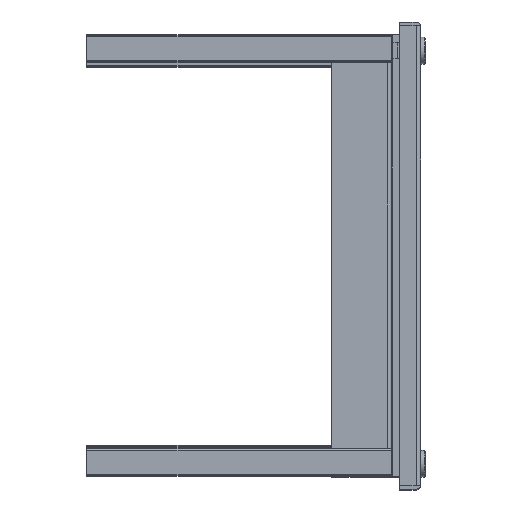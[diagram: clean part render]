
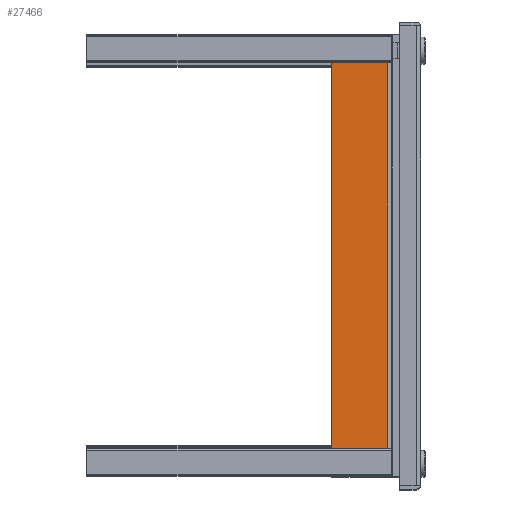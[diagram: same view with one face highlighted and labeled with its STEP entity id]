
A CAD part, top view. The second image highlights one B-rep face of the part: STEP entity #27466.
In plain terms, the highlighted face is planar.
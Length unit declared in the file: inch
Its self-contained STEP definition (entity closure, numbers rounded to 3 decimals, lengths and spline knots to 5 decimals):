
#23 = CARTESIAN_POINT ( 'NONE',  ( -4.137, -7.835, -6.5 ) ) ;
#111 = CARTESIAN_POINT ( 'NONE',  ( -4.137, -6.599, -5.844 ) ) ;
#1356 = DIRECTION ( 'NONE',  ( 0., 0., -1. ) ) ;
#1652 = VERTEX_POINT ( 'NONE', #7766 ) ;
#1770 = LINE ( 'NONE', #19415, #20739 ) ;
#1771 = DIRECTION ( 'NONE',  ( 0., 1., 0. ) ) ;
#2000 = CARTESIAN_POINT ( 'NONE',  ( -4.137, -6.193, -5.844 ) ) ;
#2151 = DIRECTION ( 'NONE',  ( 0., 0., 1. ) ) ;
#2532 = LINE ( 'NONE', #23, #12450 ) ;
#3385 = VECTOR ( 'NONE', #25837, 39.37008 ) ;
#3835 = LINE ( 'NONE', #10218, #5329 ) ;
#4293 = AXIS2_PLACEMENT_3D ( 'NONE', #7807, #28377, #12279 ) ;
#4511 = AXIS2_PLACEMENT_3D ( 'NONE', #24608, #13426, #1356 ) ;
#4699 = LINE ( 'NONE', #9055, #6917 ) ;
#5329 = VECTOR ( 'NONE', #12857, 39.37008 ) ;
#5415 = ORIENTED_EDGE ( 'NONE', *, *, #29583, .T. ) ;
#5767 = DIRECTION ( 'NONE',  ( 0., 0., 1. ) ) ;
#5896 = EDGE_CURVE ( 'NONE', #17876, #9357, #4699, .T. ) ;
#6206 = CARTESIAN_POINT ( 'NONE',  ( -4.137, -7.835, 6.5 ) ) ;
#6753 = DIRECTION ( 'NONE',  ( 0., -1., 0. ) ) ;
#6903 = VECTOR ( 'NONE', #29342, 39.37008 ) ;
#6917 = VECTOR ( 'NONE', #22904, 39.37008 ) ;
#7329 = FACE_BOUND ( 'NONE', #18944, .T. ) ;
#7766 = CARTESIAN_POINT ( 'NONE',  ( -4.137, -6.599, 6.156 ) ) ;
#7807 = CARTESIAN_POINT ( 'NONE',  ( -4.137, -7.537, 6. ) ) ;
#8000 = AXIS2_PLACEMENT_3D ( 'NONE', #20834, #11570, #2151 ) ;
#8057 = EDGE_CURVE ( 'NONE', #21526, #1652, #13555, .T. ) ;
#8215 = EDGE_CURVE ( 'NONE', #16877, #25858, #23646, .T. ) ;
#8340 = PLANE ( 'NONE',  #4511 ) ;
#9055 = CARTESIAN_POINT ( 'NONE',  ( -4.137, -6.193, -6.5 ) ) ;
#9097 = ORIENTED_EDGE ( 'NONE', *, *, #25216, .T. ) ;
#9127 = DIRECTION ( 'NONE',  ( 1., 0., 0. ) ) ;
#9335 = ORIENTED_EDGE ( 'NONE', *, *, #9821, .T. ) ;
#9357 = VERTEX_POINT ( 'NONE', #24670 ) ;
#9821 = EDGE_CURVE ( 'NONE', #1652, #11998, #14359, .T. ) ;
#10218 = CARTESIAN_POINT ( 'NONE',  ( -4.137, -6.193, 5.844 ) ) ;
#10510 = EDGE_LOOP ( 'NONE', ( #12239, #9335, #5415, #28358 ) ) ;
#11570 = DIRECTION ( 'NONE',  ( 1., 0., 0. ) ) ;
#11998 = VERTEX_POINT ( 'NONE', #29847 ) ;
#12239 = ORIENTED_EDGE ( 'NONE', *, *, #8057, .T. ) ;
#12279 = DIRECTION ( 'NONE',  ( 0., 0., 1. ) ) ;
#12450 = VECTOR ( 'NONE', #27968, 39.37008 ) ;
#12548 = EDGE_CURVE ( 'NONE', #18129, #16877, #16191, .T. ) ;
#12857 = DIRECTION ( 'NONE',  ( 0., 1., 0. ) ) ;
#13190 = CARTESIAN_POINT ( 'NONE',  ( -4.137, -6.599, -6.156 ) ) ;
#13308 = CARTESIAN_POINT ( 'NONE',  ( -4.137, -7.537, 5.844 ) ) ;
#13426 = DIRECTION ( 'NONE',  ( -1., 0., 0. ) ) ;
#13555 = CIRCLE ( 'NONE', #8000, 0.156 ) ;
#13558 = CARTESIAN_POINT ( 'NONE',  ( -4.137, -7.537, -5.844 ) ) ;
#13804 = CARTESIAN_POINT ( 'NONE',  ( -4.137, -7.835, -6.5 ) ) ;
#14033 = CIRCLE ( 'NONE', #4293, 0.156 ) ;
#14359 = LINE ( 'NONE', #15812, #3385 ) ;
#14931 = CARTESIAN_POINT ( 'NONE',  ( -4.137, -7.537, -6. ) ) ;
#15407 = CARTESIAN_POINT ( 'NONE',  ( -4.137, -6.193, -6.5 ) ) ;
#15644 = LINE ( 'NONE', #15407, #6903 ) ;
#15791 = EDGE_CURVE ( 'NONE', #19568, #18129, #21052, .T. ) ;
#15812 = CARTESIAN_POINT ( 'NONE',  ( -4.137, -6.193, 6.156 ) ) ;
#15911 = ORIENTED_EDGE ( 'NONE', *, *, #15791, .T. ) ;
#16191 = LINE ( 'NONE', #2000, #29933 ) ;
#16659 = ORIENTED_EDGE ( 'NONE', *, *, #24317, .T. ) ;
#16717 = EDGE_CURVE ( 'NONE', #28958, #21526, #3835, .T. ) ;
#16877 = VERTEX_POINT ( 'NONE', #13558 ) ;
#16898 = DIRECTION ( 'NONE',  ( 0., 1., 0. ) ) ;
#17876 = VERTEX_POINT ( 'NONE', #22162 ) ;
#18129 = VERTEX_POINT ( 'NONE', #111 ) ;
#18415 = DIRECTION ( 'NONE',  ( 0., 0., 1. ) ) ;
#18944 = EDGE_LOOP ( 'NONE', ( #24346, #15911, #28910, #30107 ) ) ;
#18948 = VERTEX_POINT ( 'NONE', #6206 ) ;
#19328 = FACE_OUTER_BOUND ( 'NONE', #24758, .T. ) ;
#19415 = CARTESIAN_POINT ( 'NONE',  ( -4.137, -6.193, -6.156 ) ) ;
#19568 = VERTEX_POINT ( 'NONE', #13190 ) ;
#19711 = DIRECTION ( 'NONE',  ( 1., 0., 0. ) ) ;
#19816 = CARTESIAN_POINT ( 'NONE',  ( -4.137, -7.537, -6.156 ) ) ;
#20739 = VECTOR ( 'NONE', #16898, 39.37008 ) ;
#20834 = CARTESIAN_POINT ( 'NONE',  ( -4.137, -6.599, 6. ) ) ;
#21052 = CIRCLE ( 'NONE', #21900, 0.156 ) ;
#21526 = VERTEX_POINT ( 'NONE', #23732 ) ;
#21900 = AXIS2_PLACEMENT_3D ( 'NONE', #29937, #9127, #18415 ) ;
#22162 = CARTESIAN_POINT ( 'NONE',  ( -4.137, -6.193, 6.5 ) ) ;
#22777 = LINE ( 'NONE', #27308, #23865 ) ;
#22904 = DIRECTION ( 'NONE',  ( 0., 0., -1. ) ) ;
#23241 = VERTEX_POINT ( 'NONE', #13804 ) ;
#23646 = CIRCLE ( 'NONE', #28775, 0.156 ) ;
#23732 = CARTESIAN_POINT ( 'NONE',  ( -4.137, -6.599, 5.844 ) ) ;
#23865 = VECTOR ( 'NONE', #1771, 39.37008 ) ;
#24317 = EDGE_CURVE ( 'NONE', #9357, #23241, #15644, .T. ) ;
#24346 = ORIENTED_EDGE ( 'NONE', *, *, #27553, .T. ) ;
#24608 = CARTESIAN_POINT ( 'NONE',  ( -4.137, -6.193, -6.5 ) ) ;
#24670 = CARTESIAN_POINT ( 'NONE',  ( -4.137, -6.193, -6.5 ) ) ;
#24758 = EDGE_LOOP ( 'NONE', ( #16659, #27931, #9097, #26551 ) ) ;
#25216 = EDGE_CURVE ( 'NONE', #18948, #17876, #22777, .T. ) ;
#25465 = FACE_BOUND ( 'NONE', #10510, .T. ) ;
#25837 = DIRECTION ( 'NONE',  ( 0., -1., 0. ) ) ;
#25858 = VERTEX_POINT ( 'NONE', #19816 ) ;
#26481 = EDGE_CURVE ( 'NONE', #23241, #18948, #2532, .T. ) ;
#26551 = ORIENTED_EDGE ( 'NONE', *, *, #5896, .T. ) ;
#27308 = CARTESIAN_POINT ( 'NONE',  ( -4.137, -6.193, 6.5 ) ) ;
#27466 = ADVANCED_FACE ( 'NONE', ( #19328, #7329, #25465 ), #8340, .T. ) ;
#27553 = EDGE_CURVE ( 'NONE', #25858, #19568, #1770, .T. ) ;
#27931 = ORIENTED_EDGE ( 'NONE', *, *, #26481, .T. ) ;
#27968 = DIRECTION ( 'NONE',  ( 0., 0., 1. ) ) ;
#28358 = ORIENTED_EDGE ( 'NONE', *, *, #16717, .T. ) ;
#28377 = DIRECTION ( 'NONE',  ( 1., 0., 0. ) ) ;
#28775 = AXIS2_PLACEMENT_3D ( 'NONE', #14931, #19711, #5767 ) ;
#28910 = ORIENTED_EDGE ( 'NONE', *, *, #12548, .T. ) ;
#28958 = VERTEX_POINT ( 'NONE', #13308 ) ;
#29342 = DIRECTION ( 'NONE',  ( 0., -1., 0. ) ) ;
#29583 = EDGE_CURVE ( 'NONE', #11998, #28958, #14033, .T. ) ;
#29847 = CARTESIAN_POINT ( 'NONE',  ( -4.137, -7.537, 6.156 ) ) ;
#29933 = VECTOR ( 'NONE', #6753, 39.37008 ) ;
#29937 = CARTESIAN_POINT ( 'NONE',  ( -4.137, -6.599, -6. ) ) ;
#30107 = ORIENTED_EDGE ( 'NONE', *, *, #8215, .T. ) ;
